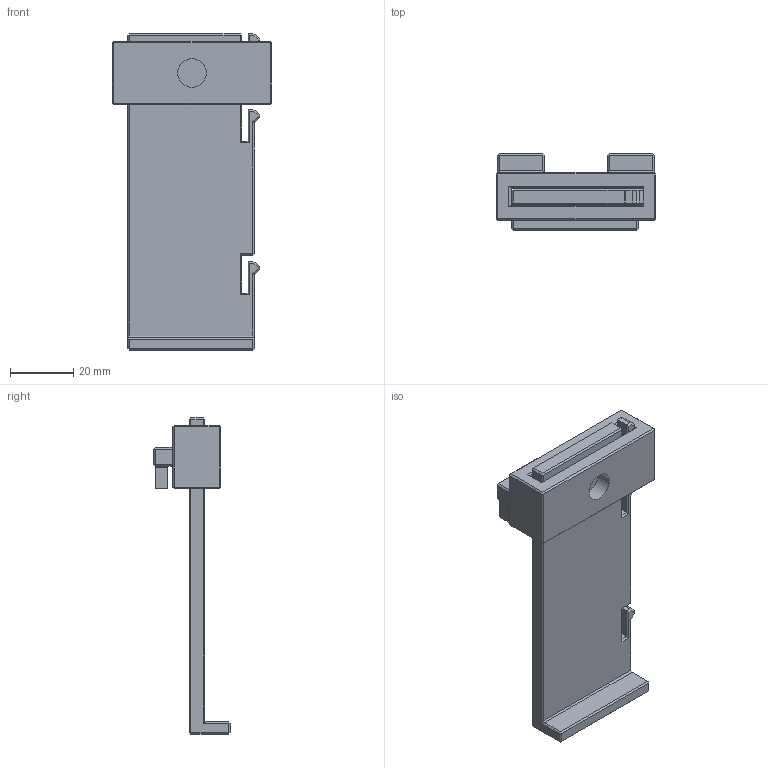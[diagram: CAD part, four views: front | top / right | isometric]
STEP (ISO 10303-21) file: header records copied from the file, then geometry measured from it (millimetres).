
FILE_DESCRIPTION(/* description */ (''),/* implementation_level */ '2;1');
FILE_NAME(/* name */ '2020 Latch v8.step',/* time_stamp */ '2025-10-08T18:27:25-07:00',/* author */ (''),/* organization */ (''),/* preprocessor_version */ 'ST-DEVELOPER v20.1',/* originating_system */ 'Autodesk Translation Framework v14.17.0.0',/* authorisation */ '');
FILE_SCHEMA (('AUTOMOTIVE_DESIGN { 1 0 10303 214 3 1 1 }'));
Length unit declared in the file: millimetre
Products named in the file (3): 2020 Latch; Slider; Anchor
Assembly tree (2 placements, depth 2):
  2020 Latch
    Slider
    Anchor
Bounding box: 50.4 x 24.2 x 100 mm (x, y, z)
Volume: 32449.7 mm3; surface area: 16646.6 mm2
Topology: 12 solids, 12 shells, 285 faces, 602 edges, 341 vertices
Faces by surface type: plane 282, cylinder 2, cone 1
Full cylindrical faces by diameter (mm): 4 x1, 9 x1
Entity records: 7320 total; most frequent: CARTESIAN_POINT 1233, ORIENTED_EDGE 1204, DIRECTION 1187, EDGE_CURVE 602, LINE 597, VECTOR 597, VERTEX_POINT 341, AXIS2_PLACEMENT_3D 295
